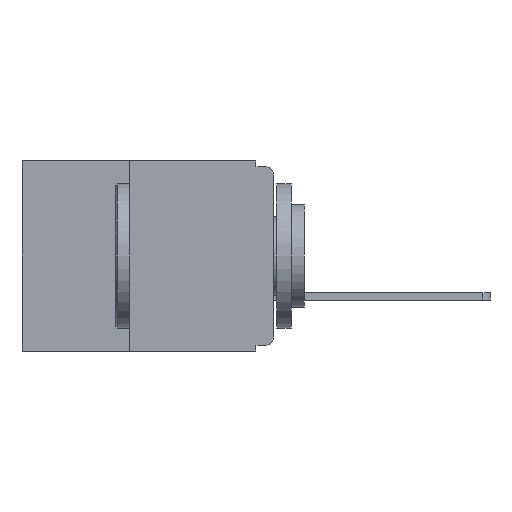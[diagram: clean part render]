
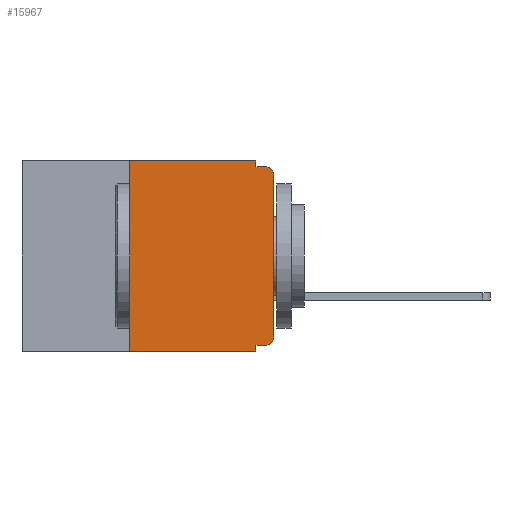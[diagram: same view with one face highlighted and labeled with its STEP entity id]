
A CAD part, left-side view. The second image highlights one B-rep face of the part: STEP entity #15967.
In plain terms, the highlighted planar face has unit normal (-1, 0, 0).
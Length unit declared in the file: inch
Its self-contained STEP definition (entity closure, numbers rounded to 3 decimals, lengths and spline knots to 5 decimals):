
#326 = EDGE_CURVE ( 'NONE', #7785, #13056, #9117, .T. ) ;
#463 = DIRECTION ( 'NONE',  ( 0., 0., 1. ) ) ;
#781 = AXIS2_PLACEMENT_3D ( 'NONE', #16893, #16890, #16860 ) ;
#980 = LINE ( 'NONE', #20193, #11077 ) ;
#1114 = CARTESIAN_POINT ( 'NONE',  ( 0., 0.031, 0. ) ) ;
#1485 = ORIENTED_EDGE ( 'NONE', *, *, #4597, .T. ) ;
#1572 = EDGE_CURVE ( 'NONE', #25340, #10522, #27233, .T. ) ;
#1610 = ORIENTED_EDGE ( 'NONE', *, *, #10425, .F. ) ;
#1685 = VERTEX_POINT ( 'NONE', #26490 ) ;
#1973 = EDGE_LOOP ( 'NONE', ( #4331, #1485, #3064, #14368, #5307, #9723, #9395, #15267, #1610, #4499 ) ) ;
#2617 = CARTESIAN_POINT ( 'NONE',  ( 0., 0., 0. ) ) ;
#2668 = LINE ( 'NONE', #26767, #7711 ) ;
#3064 = ORIENTED_EDGE ( 'NONE', *, *, #23180, .F. ) ;
#3584 = LINE ( 'NONE', #19568, #20023 ) ;
#3643 = CARTESIAN_POINT ( 'NONE',  ( 0., 0.25, -0.33 ) ) ;
#3674 = CARTESIAN_POINT ( 'NONE',  ( 0., 0.015, -0.305 ) ) ;
#4331 = ORIENTED_EDGE ( 'NONE', *, *, #9892, .T. ) ;
#4411 = EDGE_CURVE ( 'NONE', #27182, #10522, #27125, .T. ) ;
#4445 = AXIS2_PLACEMENT_3D ( 'NONE', #3674, #24489, #6288 ) ;
#4499 = ORIENTED_EDGE ( 'NONE', *, *, #326, .T. ) ;
#4597 = EDGE_CURVE ( 'NONE', #27272, #20171, #16979, .T. ) ;
#4616 = VECTOR ( 'NONE', #18897, 39.37008 ) ;
#5307 = ORIENTED_EDGE ( 'NONE', *, *, #17720, .F. ) ;
#5599 = DIRECTION ( 'NONE',  ( 0., -1., 0. ) ) ;
#5634 = VECTOR ( 'NONE', #463, 39.37008 ) ;
#6288 = DIRECTION ( 'NONE',  ( 0., 0., -1. ) ) ;
#6889 = CARTESIAN_POINT ( 'NONE',  ( 0., 0.031, -0.01 ) ) ;
#7312 = EDGE_CURVE ( 'NONE', #27182, #1685, #14849, .T. ) ;
#7711 = VECTOR ( 'NONE', #5599, 39.37008 ) ;
#7785 = VERTEX_POINT ( 'NONE', #14407 ) ;
#7922 = LINE ( 'NONE', #13233, #18670 ) ;
#8774 = EDGE_CURVE ( 'NONE', #12427, #10484, #980, .T. ) ;
#8791 = FACE_OUTER_BOUND ( 'NONE', #1973, .T. ) ;
#9117 = CIRCLE ( 'NONE', #4445, 0.015 ) ;
#9395 = ORIENTED_EDGE ( 'NONE', *, *, #4411, .T. ) ;
#9696 = DIRECTION ( 'NONE',  ( 1., 0., 0. ) ) ;
#9723 = ORIENTED_EDGE ( 'NONE', *, *, #7312, .F. ) ;
#9892 = EDGE_CURVE ( 'NONE', #13056, #27272, #11396, .T. ) ;
#10425 = EDGE_CURVE ( 'NONE', #7785, #25340, #3584, .T. ) ;
#10484 = VERTEX_POINT ( 'NONE', #6889 ) ;
#10522 = VERTEX_POINT ( 'NONE', #15671 ) ;
#11077 = VECTOR ( 'NONE', #26454, 39.37008 ) ;
#11396 = LINE ( 'NONE', #2617, #5634 ) ;
#12427 = VERTEX_POINT ( 'NONE', #1114 ) ;
#12793 = AXIS2_PLACEMENT_3D ( 'NONE', #22393, #9696, #24477 ) ;
#13056 = VERTEX_POINT ( 'NONE', #18155 ) ;
#13167 = DIRECTION ( 'NONE',  ( 0., 1., 0. ) ) ;
#13233 = CARTESIAN_POINT ( 'NONE',  ( 0., 0., -0.01 ) ) ;
#13560 = CARTESIAN_POINT ( 'NONE',  ( 0., 0.015, -0.01 ) ) ;
#14368 = ORIENTED_EDGE ( 'NONE', *, *, #8774, .F. ) ;
#14407 = CARTESIAN_POINT ( 'NONE',  ( 0., 0.015, -0.32 ) ) ;
#14640 = CARTESIAN_POINT ( 'NONE',  ( 0., 0.031, -0.32 ) ) ;
#14849 = LINE ( 'NONE', #20999, #25298 ) ;
#15267 = ORIENTED_EDGE ( 'NONE', *, *, #1572, .F. ) ;
#15671 = CARTESIAN_POINT ( 'NONE',  ( 0., 0.031, -0.33 ) ) ;
#15967 = ADVANCED_FACE ( 'NONE', ( #8791 ), #26510, .F. ) ;
#16660 = VECTOR ( 'NONE', #19475, 39.37008 ) ;
#16860 = DIRECTION ( 'NONE',  ( 0., 0., -1. ) ) ;
#16890 = DIRECTION ( 'NONE',  ( -1., 0., 0. ) ) ;
#16893 = CARTESIAN_POINT ( 'NONE',  ( 0., 0.015, -0.025 ) ) ;
#16979 = CIRCLE ( 'NONE', #781, 0.015 ) ;
#17720 = EDGE_CURVE ( 'NONE', #1685, #12427, #2668, .T. ) ;
#18155 = CARTESIAN_POINT ( 'NONE',  ( 0., 0., -0.305 ) ) ;
#18670 = VECTOR ( 'NONE', #19528, 39.37008 ) ;
#18897 = DIRECTION ( 'NONE',  ( 0., 0., -1. ) ) ;
#19475 = DIRECTION ( 'NONE',  ( 0., -1., 0. ) ) ;
#19528 = DIRECTION ( 'NONE',  ( 0., -1., 0. ) ) ;
#19536 = CARTESIAN_POINT ( 'NONE',  ( 0., 0.437, -0.33 ) ) ;
#19568 = CARTESIAN_POINT ( 'NONE',  ( 0., 0., -0.32 ) ) ;
#20023 = VECTOR ( 'NONE', #13167, 39.37008 ) ;
#20171 = VERTEX_POINT ( 'NONE', #13560 ) ;
#20193 = CARTESIAN_POINT ( 'NONE',  ( 0., 0.031, 0. ) ) ;
#20880 = DIRECTION ( 'NONE',  ( 0., 0., 1. ) ) ;
#20999 = CARTESIAN_POINT ( 'NONE',  ( 0., 0.25, -0.33 ) ) ;
#21651 = CARTESIAN_POINT ( 'NONE',  ( 0., 0.031, -0.33 ) ) ;
#22393 = CARTESIAN_POINT ( 'NONE',  ( 0., 0.437, 0. ) ) ;
#23180 = EDGE_CURVE ( 'NONE', #10484, #20171, #7922, .T. ) ;
#24477 = DIRECTION ( 'NONE',  ( 0., 0., -1. ) ) ;
#24489 = DIRECTION ( 'NONE',  ( -1., 0., 0. ) ) ;
#25298 = VECTOR ( 'NONE', #20880, 39.37008 ) ;
#25340 = VERTEX_POINT ( 'NONE', #14640 ) ;
#26454 = DIRECTION ( 'NONE',  ( 0., 0., -1. ) ) ;
#26490 = CARTESIAN_POINT ( 'NONE',  ( 0., 0.25, 0. ) ) ;
#26510 = PLANE ( 'NONE',  #12793 ) ;
#26767 = CARTESIAN_POINT ( 'NONE',  ( 0., 0.437, 0. ) ) ;
#27125 = LINE ( 'NONE', #19536, #16660 ) ;
#27182 = VERTEX_POINT ( 'NONE', #3643 ) ;
#27233 = LINE ( 'NONE', #21651, #4616 ) ;
#27241 = CARTESIAN_POINT ( 'NONE',  ( 0., 0., -0.025 ) ) ;
#27272 = VERTEX_POINT ( 'NONE', #27241 ) ;
